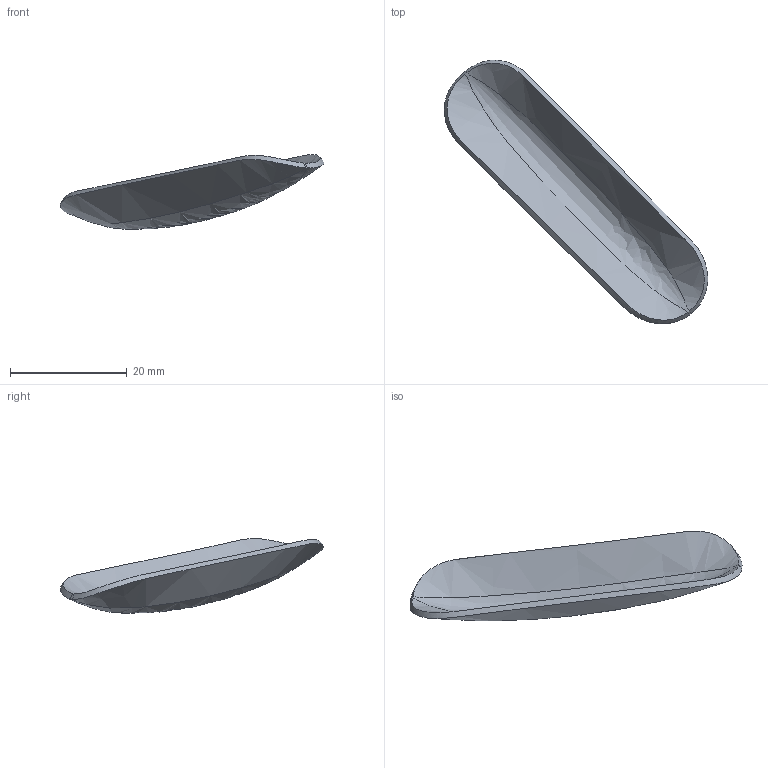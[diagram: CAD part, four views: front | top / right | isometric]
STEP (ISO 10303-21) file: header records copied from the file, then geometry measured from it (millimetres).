
FILE_DESCRIPTION(/* description */ (''),/* implementation_level */ '2;1');
FILE_NAME(/* name */ 'PCBWAY AGAIN LIGHT GUARDX4.step',/* time_stamp */ '2025-12-06T08:17:51Z',/* author */ (''),/* organization */ (''),/* preprocessor_version */ 'ST-DEVELOPER v20.1',/* originating_system */ 'Autodesk Translation Framework v14.21.0.0',/* authorisation */ '');
FILE_SCHEMA (('AUTOMOTIVE_DESIGN { 1 0 10303 214 3 1 1 }'));
Length unit declared in the file: millimetre
Products named in the file (2): PCBWAY AGAIN; LIGHT GUARD-RED
Assembly tree (1 placements, depth 2):
  PCBWAY AGAIN
    LIGHT GUARD-RED
Bounding box: 45.14 x 45.15 x 12.84 mm (x, y, z)
Volume: 1149.8 mm3; surface area: 2401.3 mm2
Topology: 1 solids, 1 shells, 10 faces, 68 edges, 58 vertices
Faces by surface type: bspline 10
Entity records: 6077 total; most frequent: CARTESIAN_POINT 5565, ORIENTED_EDGE 132, EDGE_CURVE 66, B_SPLINE_CURVE_WITH_KNOTS 62, VERTEX_POINT 58, PRESENTATION_STYLE_ASSIGNMENT 13, SURFACE_STYLE_USAGE 13, SURFACE_SIDE_STYLE 13
